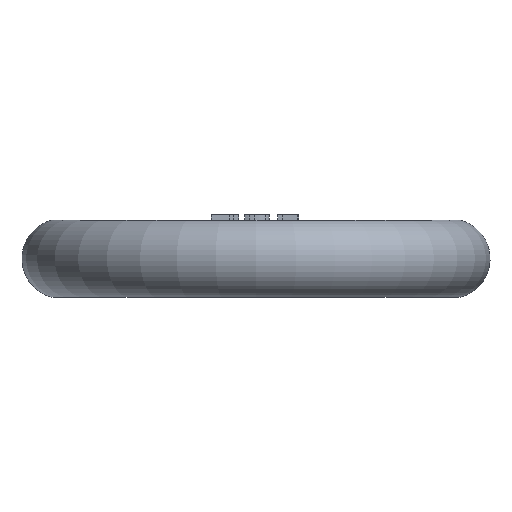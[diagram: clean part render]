
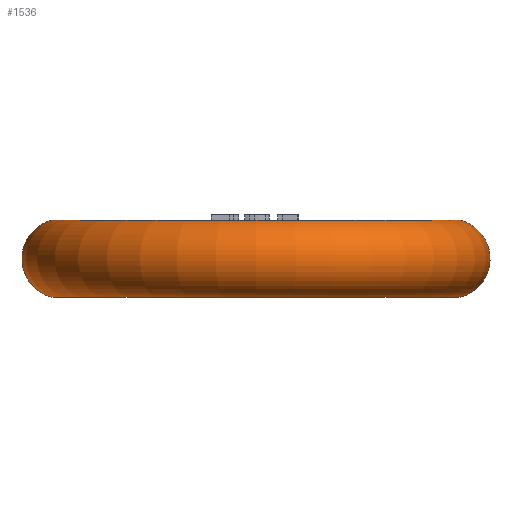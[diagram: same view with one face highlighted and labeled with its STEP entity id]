
A CAD part, front view. The second image highlights one B-rep face of the part: STEP entity #1536.
In plain terms, the highlighted toroidal (fillet/blend) face has major radius 25.214 mm and minor radius 5.163 mm.
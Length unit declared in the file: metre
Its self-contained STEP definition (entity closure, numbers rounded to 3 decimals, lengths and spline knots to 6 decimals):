
#34=TOROIDAL_SURFACE('',#1655,0.025214,0.005163);
#88=B_SPLINE_CURVE_WITH_KNOTS('',3,(#2776,#2777,#2778,#2779,#2780,#2781,
#2782),.UNSPECIFIED.,.F.,.F.,(4,1,1,1,4),(0.000083,0.003469,
0.006856,0.010243,0.01363),.UNSPECIFIED.);
#89=B_SPLINE_CURVE_WITH_KNOTS('',3,(#2784,#2785,#2786,#2787,#2788,#2789,
#2790),.UNSPECIFIED.,.F.,.F.,(4,1,1,1,4),(0.,0.003392,0.006785,
0.010177,0.01357),.UNSPECIFIED.);
#398=CIRCLE('',#1603,0.0265);
#402=CIRCLE('',#1625,0.0265);
#830=ORIENTED_EDGE('',*,*,#1067,.F.);
#831=ORIENTED_EDGE('',*,*,#979,.F.);
#832=ORIENTED_EDGE('',*,*,#1066,.T.);
#833=ORIENTED_EDGE('',*,*,#929,.T.);
#929=EDGE_CURVE('',#1129,#1128,#398,.T.);
#979=EDGE_CURVE('',#1162,#1163,#402,.T.);
#1066=EDGE_CURVE('',#1162,#1129,#88,.T.);
#1067=EDGE_CURVE('',#1163,#1128,#89,.T.);
#1128=VERTEX_POINT('',#2169);
#1129=VERTEX_POINT('',#2171);
#1162=VERTEX_POINT('',#2338);
#1163=VERTEX_POINT('',#2340);
#1321=EDGE_LOOP('',(#830,#831,#832,#833));
#1430=FACE_BOUND('',#1321,.T.);
#1536=ADVANCED_FACE('',(#1430),#34,.T.);
#1603=AXIS2_PLACEMENT_3D('',#2170,#1807,#1808);
#1625=AXIS2_PLACEMENT_3D('',#2339,#1888,#1889);
#1655=AXIS2_PLACEMENT_3D('',#2783,#1980,#1981);
#1807=DIRECTION('',(0.,0.,1.));
#1808=DIRECTION('',(1.,0.,0.));
#1888=DIRECTION('',(0.,0.,1.));
#1889=DIRECTION('',(1.,0.,0.));
#1980=DIRECTION('',(0.,0.,1.));
#1981=DIRECTION('',(1.,0.,0.));
#2169=CARTESIAN_POINT('',(0.020736,0.0165,0.));
#2170=CARTESIAN_POINT('',(0.,0.,0.));
#2171=CARTESIAN_POINT('',(-0.020736,0.0165,0.));
#2338=CARTESIAN_POINT('',(-0.020736,0.0165,0.01));
#2339=CARTESIAN_POINT('',(0.,0.,0.01));
#2340=CARTESIAN_POINT('',(0.020736,0.0165,0.01));
#2776=CARTESIAN_POINT('',(-0.020736,0.0165,0.01));
#2777=CARTESIAN_POINT('',(-0.021665,0.017109,0.009716));
#2778=CARTESIAN_POINT('',(-0.023321,0.018211,0.00841));
#2779=CARTESIAN_POINT('',(-0.024302,0.018868,0.005007));
#2780=CARTESIAN_POINT('',(-0.023334,0.01822,0.001606));
#2781=CARTESIAN_POINT('',(-0.021665,0.017109,0.000284));
#2782=CARTESIAN_POINT('',(-0.020736,0.0165,0.));
#2783=CARTESIAN_POINT('',(0.,0.,0.005));
#2784=CARTESIAN_POINT('',(0.020736,0.0165,0.01));
#2785=CARTESIAN_POINT('',(0.021666,0.017109,0.009715));
#2786=CARTESIAN_POINT('',(0.023322,0.018212,0.008409));
#2787=CARTESIAN_POINT('',(0.024303,0.018869,0.005004));
#2788=CARTESIAN_POINT('',(0.023328,0.018216,0.001599));
#2789=CARTESIAN_POINT('',(0.021666,0.017109,0.000285));
#2790=CARTESIAN_POINT('',(0.020736,0.0165,0.));
